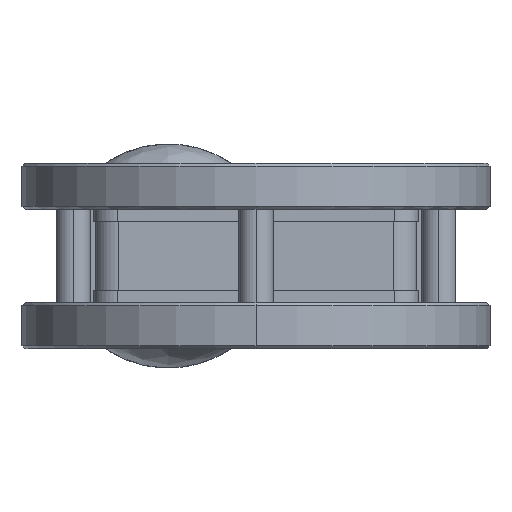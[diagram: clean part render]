
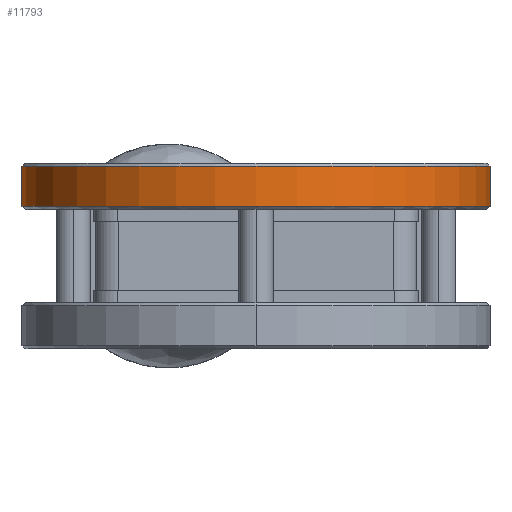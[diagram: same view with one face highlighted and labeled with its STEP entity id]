
A CAD part, front view. The second image highlights one B-rep face of the part: STEP entity #11793.
In plain terms, the highlighted cylindrical face has radius 65.024 mm (diameter 130.048 mm), a partial arc.
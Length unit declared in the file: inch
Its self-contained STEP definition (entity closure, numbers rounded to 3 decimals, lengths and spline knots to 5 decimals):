
#4256=DIRECTION('',(0.,0.,1.));
#4257=VECTOR('',#4256,0.44);
#4258=CARTESIAN_POINT('',(2.56,0.,0.5425));
#4259=LINE('',#4258,#4257);
#4348=CARTESIAN_POINT('',(0.,0.,0.5425));
#4349=DIRECTION('',(0.,0.,1.));
#4350=DIRECTION('',(0.,-1.,0.));
#4351=AXIS2_PLACEMENT_3D('',#4348,#4349,#4350);
#4353=CARTESIAN_POINT('',(0.,0.,0.5425));
#4354=DIRECTION('',(0.,0.,1.));
#4355=DIRECTION('',(-1.,0.,0.));
#4356=AXIS2_PLACEMENT_3D('',#4353,#4354,#4355);
#4358=DIRECTION('',(0.,0.,1.));
#4359=VECTOR('',#4358,0.44);
#4360=CARTESIAN_POINT('',(-2.56,0.,0.5425));
#4361=LINE('',#4360,#4359);
#4362=CARTESIAN_POINT('',(0.,0.,0.9825));
#4363=DIRECTION('',(0.,0.,1.));
#4364=DIRECTION('',(-1.,0.,0.));
#4365=AXIS2_PLACEMENT_3D('',#4362,#4363,#4364);
#4775=CARTESIAN_POINT('',(-2.56,0.,0.9825));
#4776=CARTESIAN_POINT('',(2.56,0.,0.9825));
#4777=VERTEX_POINT('',#4775);
#4778=VERTEX_POINT('',#4776);
#4785=CARTESIAN_POINT('',(2.56,0.,0.5425));
#4787=VERTEX_POINT('',#4785);
#4789=CARTESIAN_POINT('',(-2.56,0.,0.5425));
#4790=VERTEX_POINT('',#4789);
#4791=CARTESIAN_POINT('',(0.,-2.56,0.5425));
#4792=VERTEX_POINT('',#4791);
#11781=CARTESIAN_POINT('',(0.,0.,0.5125));
#11782=DIRECTION('',(0.,0.,1.));
#11783=DIRECTION('',(1.,0.,0.));
#11784=AXIS2_PLACEMENT_3D('',#11781,#11782,#11783);
#11785=CYLINDRICAL_SURFACE('',#11784,2.56);
#11786=ORIENTED_EDGE('',*,*,#11686,.F.);
#11787=ORIENTED_EDGE('',*,*,#11775,.F.);
#11788=ORIENTED_EDGE('',*,*,#11670,.T.);
#11789=ORIENTED_EDGE('',*,*,#11640,.T.);
#11790=ORIENTED_EDGE('',*,*,#11667,.F.);
#11791=EDGE_LOOP('',(#11786,#11787,#11788,#11789,#11790));
#11792=FACE_OUTER_BOUND('',#11791,.F.);
#11793=ADVANCED_FACE('',(#11792),#11785,.T.);
#4352=CIRCLE('',#4351,2.56);
#4357=CIRCLE('',#4356,2.56);
#4366=CIRCLE('',#4365,2.56);
#11640=EDGE_CURVE('',#4777,#4778,#4366,.T.);
#11667=EDGE_CURVE('',#4787,#4778,#4259,.T.);
#11670=EDGE_CURVE('',#4790,#4777,#4361,.T.);
#11686=EDGE_CURVE('',#4792,#4787,#4352,.T.);
#11775=EDGE_CURVE('',#4790,#4792,#4357,.T.);
